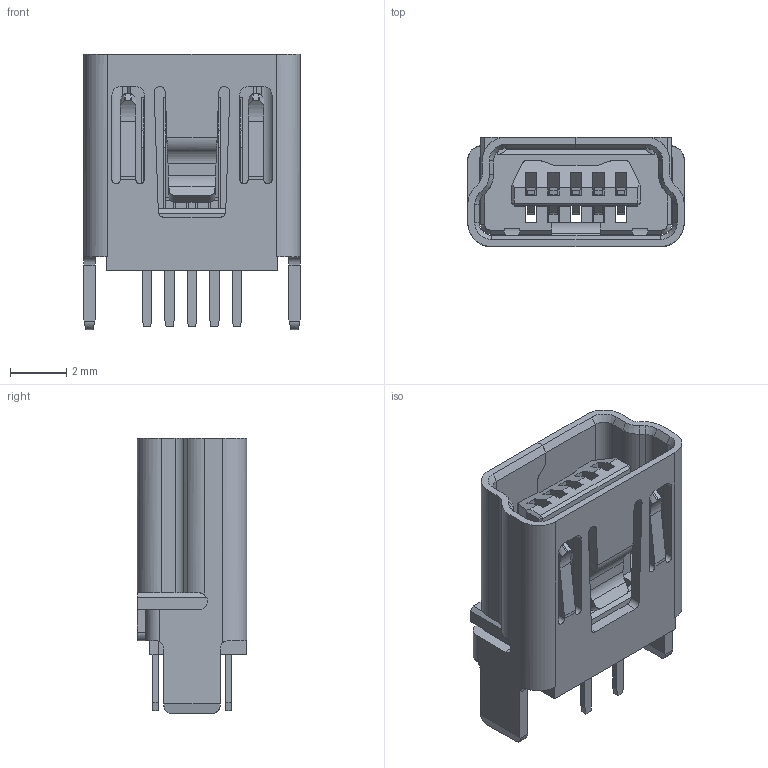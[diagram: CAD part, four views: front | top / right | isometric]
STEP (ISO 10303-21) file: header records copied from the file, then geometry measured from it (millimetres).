
FILE_DESCRIPTION(/* description */ (''),/* implementation_level */ '2;1');
FILE_NAME(/* name */ 'Amphenol_USB_B_Mini_UE25BE5510H_rotated.step',/* time_stamp */ '2022-11-03T19:49:26-07:00',/* author */ (''),/* organization */ (''),/* preprocessor_version */ 'ST-DEVELOPER v19.2',/* originating_system */ 'Autodesk Translation Framework v11.17.0.187',/* authorisation */ '');
FILE_SCHEMA (('AUTOMOTIVE_DESIGN { 1 0 10303 214 3 1 1 }'));
Length unit declared in the file: millimetre
Products named in the file (1): (Unsaved)
Bounding box: 7.7 x 3.9 x 9.8 mm (x, y, z)
Volume: 110 mm3; surface area: 581.4 mm2
Topology: 1 solids, 1 shells, 695 faces, 2104 edges, 1364 vertices
Faces by surface type: plane 497, cylinder 178, bspline 10, cone 10
Entity records: 23751 total; most frequent: CARTESIAN_POINT 4542, ORIENTED_EDGE 4208, DIRECTION 3813, EDGE_CURVE 2104, LINE 1703, VECTOR 1703, VERTEX_POINT 1364, AXIS2_PLACEMENT_3D 1055
